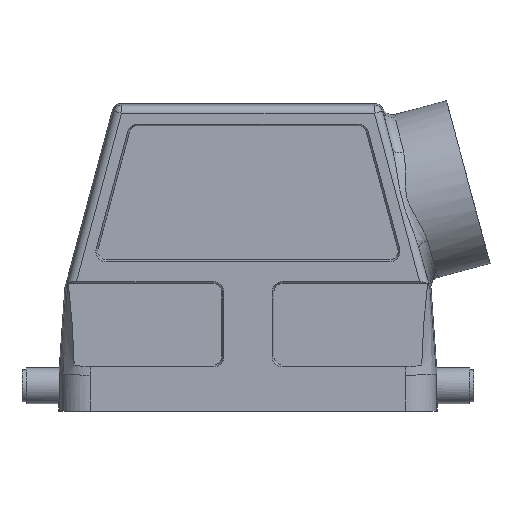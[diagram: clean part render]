
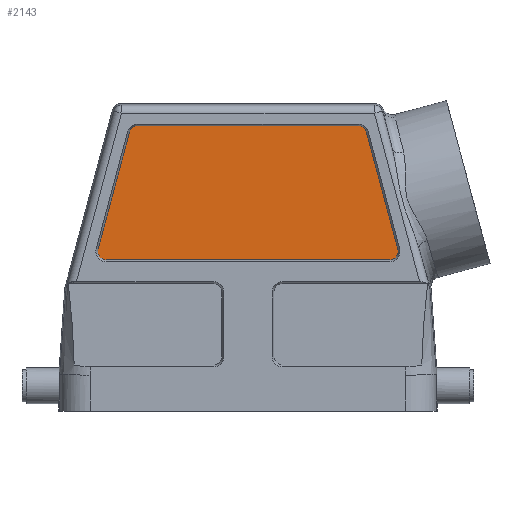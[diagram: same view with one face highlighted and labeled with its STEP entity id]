
A CAD part, front view. The second image highlights one B-rep face of the part: STEP entity #2143.
In plain terms, the highlighted planar face has unit normal (0, -1, 0).
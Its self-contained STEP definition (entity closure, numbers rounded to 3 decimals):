
#909=FACE_OUTER_BOUND('',#2714,.T.);
#1400=LINE('',#8500,#1837);
#1401=LINE('',#8505,#1838);
#1402=LINE('',#8509,#1839);
#1403=LINE('',#8513,#1840);
#1837=VECTOR('',#6773,1.);
#1838=VECTOR('',#6776,1.);
#1839=VECTOR('',#6779,1.);
#1840=VECTOR('',#6782,1.);
#2143=ADVANCED_FACE('',(#909),#2439,.T.);
#2439=PLANE('',#6046);
#2714=EDGE_LOOP('',(#3293,#3294,#3295,#3296,#3297,#3298,#3299,#3300));
#3293=ORIENTED_EDGE('',*,*,#5215,.T.);
#3294=ORIENTED_EDGE('',*,*,#5216,.T.);
#3295=ORIENTED_EDGE('',*,*,#5217,.F.);
#3296=ORIENTED_EDGE('',*,*,#5218,.F.);
#3297=ORIENTED_EDGE('',*,*,#5219,.F.);
#3298=ORIENTED_EDGE('',*,*,#5220,.T.);
#3299=ORIENTED_EDGE('',*,*,#5221,.T.);
#3300=ORIENTED_EDGE('',*,*,#5222,.T.);
#4709=VERTEX_POINT('',#8501);
#4710=VERTEX_POINT('',#8502);
#4711=VERTEX_POINT('',#8504);
#4712=VERTEX_POINT('',#8506);
#4713=VERTEX_POINT('',#8508);
#4714=VERTEX_POINT('',#8510);
#4715=VERTEX_POINT('',#8512);
#4716=VERTEX_POINT('',#8514);
#5215=EDGE_CURVE('',#4709,#4710,#1400,.T.);
#5216=EDGE_CURVE('',#4710,#4711,#5732,.T.);
#5217=EDGE_CURVE('',#4712,#4711,#1401,.T.);
#5218=EDGE_CURVE('',#4713,#4712,#5733,.T.);
#5219=EDGE_CURVE('',#4714,#4713,#1402,.T.);
#5220=EDGE_CURVE('',#4714,#4715,#5734,.T.);
#5221=EDGE_CURVE('',#4715,#4716,#1403,.T.);
#5222=EDGE_CURVE('',#4716,#4709,#5735,.T.);
#5732=CIRCLE('',#6042,2.063);
#5733=CIRCLE('',#6043,2.063);
#5734=CIRCLE('',#6044,2.063);
#5735=CIRCLE('',#6045,2.063);
#6042=AXIS2_PLACEMENT_3D('',#8503,#6774,#6775);
#6043=AXIS2_PLACEMENT_3D('',#8507,#6777,#6778);
#6044=AXIS2_PLACEMENT_3D('',#8511,#6780,#6781);
#6045=AXIS2_PLACEMENT_3D('',#8515,#6783,#6784);
#6046=AXIS2_PLACEMENT_3D('',#8516,#6785,#6786);
#6773=DIRECTION('',(1.,0.,0.));
#6774=DIRECTION('',(0.,-1.,0.));
#6775=DIRECTION('',(0.,0.,-1.));
#6776=DIRECTION('',(0.259,0.,-0.966));
#6777=DIRECTION('',(0.,1.,0.));
#6778=DIRECTION('',(0.,0.,-1.));
#6779=DIRECTION('',(1.,0.,0.));
#6780=DIRECTION('',(0.,-1.,0.));
#6781=DIRECTION('',(0.,0.,-1.));
#6782=DIRECTION('',(-0.259,0.,-0.966));
#6783=DIRECTION('',(0.,-1.,0.));
#6784=DIRECTION('',(0.,0.,-1.));
#6785=DIRECTION('',(0.,-1.,0.));
#6786=DIRECTION('',(0.,0.,-1.));
#8500=CARTESIAN_POINT('',(0.,-20.3,28.287));
#8501=CARTESIAN_POINT('',(-35.074,-20.3,28.287));
#8502=CARTESIAN_POINT('',(35.074,-20.3,28.287));
#8503=CARTESIAN_POINT('',(35.074,-20.3,30.35));
#8504=CARTESIAN_POINT('',(37.067,-20.3,30.884));
#8505=CARTESIAN_POINT('',(37.91,-20.3,27.737));
#8506=CARTESIAN_POINT('',(29.296,-20.3,59.884));
#8507=CARTESIAN_POINT('',(27.303,-20.3,59.35));
#8508=CARTESIAN_POINT('',(27.303,-20.3,61.413));
#8509=CARTESIAN_POINT('',(29.222,-20.3,61.413));
#8510=CARTESIAN_POINT('',(-27.303,-20.3,61.413));
#8511=CARTESIAN_POINT('',(-27.303,-20.3,59.35));
#8512=CARTESIAN_POINT('',(-29.296,-20.3,59.884));
#8513=CARTESIAN_POINT('',(-42.305,-20.3,11.336));
#8514=CARTESIAN_POINT('',(-37.067,-20.3,30.884));
#8515=CARTESIAN_POINT('',(-35.074,-20.3,30.35));
#8516=CARTESIAN_POINT('',(0.,-20.3,0.));
